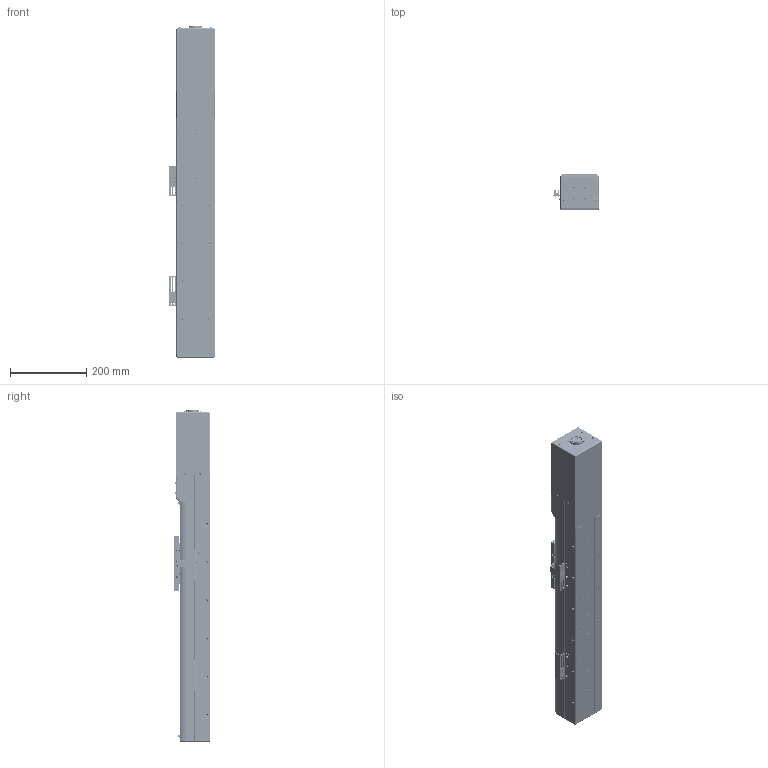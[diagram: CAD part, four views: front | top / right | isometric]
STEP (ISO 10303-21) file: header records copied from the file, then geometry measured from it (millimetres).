
FILE_DESCRIPTION (( 'STEP AP203' ), '1' );
FILE_NAME ('HC100-XXX-S-300-XX-SL-OF.STEP', '2020-08-04T03:17:05', ( '彌營遵' ), ( '' ), 'SwSTEP 2.0', 'SolidWorks 2013', '' );
FILE_SCHEMA (( 'CONFIG_CONTROL_DESIGN' ));
Length unit declared in the file: millimetre
Products named in the file (43): HC100-XXX-S-300-XX-SL-OF; CARRIER COVER-ST300; socket head cap screw_ks_KS 1003 - M4 x 10 x 10-N; SUPPORT BLOCK-ST300; END COVER(M)-ST300; socket head cap screw_ks_KS 1003 - M6 x 45 x 24-N; HC SENSOR DOG-ST300; socket head cap screw_ks_KS 1003 - M6 x 10 x 10-N; hg-kr23-ST300; HRballscrew-ST300; socket head cap screw_ks_KS 1003 - M5 x 16 x 16-N; HRballnut-ST300; MASensor Brk-ST300_ル遽; HRbearing cap-ST300; LMguide-ST300; socket button head cap screw_am_B18.3.4M - 3 x 0.5 x 8 SBHCS --N; LMblock-ST300; EE-SX-674(奢辨 撫憮)-ST300_ル遽; 醴喀攪-ST300; MOTOR CASE-ST300; socket button head cap screw_am_B18.3.4M - 3 x 0.5 x 5 SBHCS --N; SHAFT-ST300; socket head cap screw_ks_KS 1003 - M3 x 5 x 5-N; DAMPER-ST300; SIDE COVER-ST300; socket countersunk head screw_am_B18.3.5M - 3 x 0.5 x 8 Socket FCHS  -- 8C; spring lock washer_ks_KS 1324 - M3; BASE-ST300; BEARING HOUSING(堅薑)-ST300; SIDE COVER2-ST300; CARRIER-ST300; HC100 SENSOR_1(PR); BEARING HOUSING(雖雖)-ST300; COUPLING COVER-ST300; STEEL BELT-ST300; COUPLING HOUSION-ST300; STEEL BELT TENSION BLOCK-ST300; HC100 SENSOR_2(PR); pan cross head_ks_KS 1023 PC- M3 x 5-N; STEEL BELT FIX-ST300 ...
Assembly tree (122 placements, depth 3):
  HC100-XXX-S-300-XX-SL-OF
    BASE-ST300
    BEARING HOUSING(雖雖)-ST300
    CARRIER-ST300
      CARRIER-ST300
      CARRIER COVER-ST300
      HC SENSOR DOG-ST300
      HRballnut-ST300
      LMblock-ST300  x2
      SHAFT-ST300  x8
      STEEL BELT TENSION BLOCK-ST300  x2
      STEEL BELT TENSION PLATE-ST300  x2
      socket head cap screw_ks_KS 1003 - M6 x 45 x 24-N  x8
      socket head cap screw_ks_KS 1003 - M5 x 16 x 16-N  x4
      socket button head cap screw_am_B18.3.4M - 3 x 0.5 x 8 SBHCS --N  x4
      socket button head cap screw_am_B18.3.4M - 3 x 0.5 x 5 SBHCS --N  x2
      socket countersunk head screw_am_B18.3.5M - 3 x 0.5 x 8 Socket FCHS  -- 8C  x12
    COUPLING HOUSION-ST300
    END COVER-ST300
    END COVER(M)-ST300
    HRballscrew-ST300
    LMguide-ST300
    MOTOR CASE-ST300
    SIDE COVER-ST300
    SIDE COVER2-ST300
    STEEL BELT-ST300
    STEEL BELT FIX-ST300  x2
    SUPPORT BLOCK-ST300  x4
    hg-kr23-ST300
    HRbearing cap-ST300
    醴喀攪-ST300
    DAMPER-ST300  x2
    BEARING HOUSING(堅薑)-ST300
    COUPLING COVER-ST300
    pan cross head_ks_KS 1023 PC- M3 x 5-N  x20
    socket head cap screw_ks_KS 1003 - M4 x 10 x 10-N  x2
    socket head cap screw_ks_KS 1003 - M6 x 10 x 10-N  x2
    HC100 SENSOR_1(PR)
      MASensor Brk-ST300_ル遽
      EE-SX-674(奢辨 撫憮)-ST300_ル遽  x2
      socket head cap screw_ks_KS 1003 - M3 x 5 x 5-N  x7
      spring lock washer_ks_KS 1324 - M3  x3
    HC100 SENSOR_2(PR)
      MASensor Brk-ST300_ル遽
      EE-SX-674(奢辨 撫憮)-ST300_ル遽
      socket head cap screw_ks_KS 1003 - M3 x 5 x 5-N  x5
      spring lock washer_ks_KS 1324 - M3  x3
Bounding box: 122.15 x 95 x 869.5 mm (x, y, z)
Volume: 3166749.5 mm3; surface area: 1172160.4 mm2
Topology: 119 solids, 119 shells, 4712 faces, 11598 edges, 7058 vertices
Faces by surface type: plane 2198, cylinder 1420, cone 712, torus 288, sphere 56, bspline 38
Entity records: 115372 total; most frequent: CARTESIAN_POINT 49074, DIRECTION 12947, ORIENTED_EDGE 12030, EDGE_CURVE 6015, AXIS2_PLACEMENT_3D 4743, VERTEX_POINT 3845, VECTOR 3461, LINE 3461
